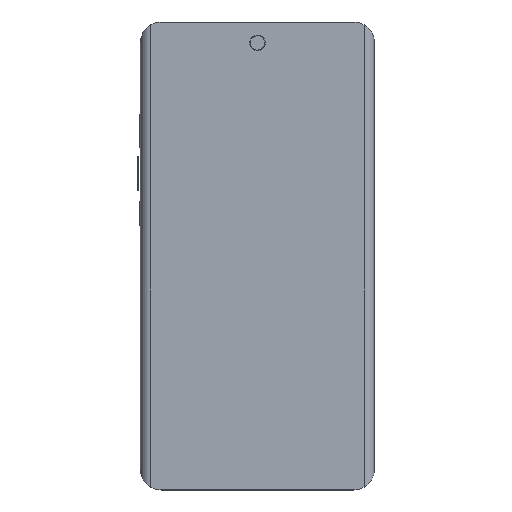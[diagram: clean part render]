
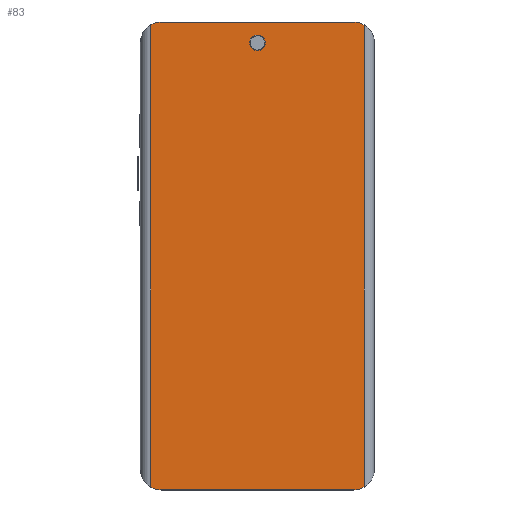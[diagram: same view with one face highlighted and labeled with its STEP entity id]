
A CAD part, top view. The second image highlights one B-rep face of the part: STEP entity #83.
In plain terms, the highlighted planar face has unit normal (0, 0, 1).
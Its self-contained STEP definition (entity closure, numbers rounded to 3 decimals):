
#29 = CARTESIAN_POINT ( 'NONE',  ( 45., -90., 12. ) ) ;
#83 = ADVANCED_FACE ( 'NONE', ( #2909, #349 ), #3575, .F. ) ;
#175 = CARTESIAN_POINT ( 'NONE',  ( 37., 82., 12. ) ) ;
#185 = EDGE_CURVE ( 'NONE', #3019, #2037, #1684, .T. ) ;
#197 = DIRECTION ( 'NONE',  ( 0., 0., 1. ) ) ;
#262 = DIRECTION ( 'NONE',  ( 0., 1., 0. ) ) ;
#349 = FACE_BOUND ( 'NONE', #3371, .T. ) ;
#411 = EDGE_CURVE ( 'NONE', #3288, #2435, #3072, .T. ) ;
#441 = CARTESIAN_POINT ( 'NONE',  ( -37., 90., 12. ) ) ;
#483 = AXIS2_PLACEMENT_3D ( 'NONE', #814, #2104, #3298 ) ;
#497 = CARTESIAN_POINT ( 'NONE',  ( -41., -88.928, 12. ) ) ;
#510 = EDGE_CURVE ( 'NONE', #3484, #2406, #611, .T. ) ;
#516 = ORIENTED_EDGE ( 'NONE', *, *, #3334, .T. ) ;
#563 = EDGE_CURVE ( 'NONE', #2406, #3484, #4010, .T. ) ;
#611 = CIRCLE ( 'NONE', #483, 3. ) ;
#650 = AXIS2_PLACEMENT_3D ( 'NONE', #764, #3918, #3621 ) ;
#761 = ORIENTED_EDGE ( 'NONE', *, *, #510, .F. ) ;
#764 = CARTESIAN_POINT ( 'NONE',  ( -37., 82., 12. ) ) ;
#790 = DIRECTION ( 'NONE',  ( -1., 0., 0. ) ) ;
#814 = CARTESIAN_POINT ( 'NONE',  ( 0., 81.964, 12. ) ) ;
#836 = DIRECTION ( 'NONE',  ( 1., 0., 0. ) ) ;
#859 = LINE ( 'NONE', #4087, #3325 ) ;
#917 = DIRECTION ( 'NONE',  ( 0., -1., 0. ) ) ;
#930 = ORIENTED_EDGE ( 'NONE', *, *, #563, .F. ) ;
#1045 = DIRECTION ( 'NONE',  ( 0., -1., 0. ) ) ;
#1097 = DIRECTION ( 'NONE',  ( 0., 0., -1. ) ) ;
#1103 = DIRECTION ( 'NONE',  ( 0., 0., -1. ) ) ;
#1119 = CARTESIAN_POINT ( 'NONE',  ( 3., 81.964, 12. ) ) ;
#1127 = VERTEX_POINT ( 'NONE', #1376 ) ;
#1152 = CARTESIAN_POINT ( 'NONE',  ( 37., -90., 12. ) ) ;
#1289 = DIRECTION ( 'NONE',  ( 1., 0., 0. ) ) ;
#1311 = AXIS2_PLACEMENT_3D ( 'NONE', #1713, #1097, #2057 ) ;
#1368 = ORIENTED_EDGE ( 'NONE', *, *, #4058, .T. ) ;
#1376 = CARTESIAN_POINT ( 'NONE',  ( 41., 88.928, 12. ) ) ;
#1462 = VERTEX_POINT ( 'NONE', #497 ) ;
#1682 = VECTOR ( 'NONE', #790, 1000. ) ;
#1684 = LINE ( 'NONE', #29, #2832 ) ;
#1713 = CARTESIAN_POINT ( 'NONE',  ( -37., -82., 12. ) ) ;
#1729 = ORIENTED_EDGE ( 'NONE', *, *, #2769, .F. ) ;
#1809 = DIRECTION ( 'NONE',  ( 0., 0., 1. ) ) ;
#1812 = DIRECTION ( 'NONE',  ( -1., 0., 0. ) ) ;
#1847 = VECTOR ( 'NONE', #917, 1000. ) ;
#1943 = CARTESIAN_POINT ( 'NONE',  ( 0., 0., 12. ) ) ;
#2010 = CARTESIAN_POINT ( 'NONE',  ( 37., 90., 12. ) ) ;
#2023 = AXIS2_PLACEMENT_3D ( 'NONE', #1943, #3263, #1045 ) ;
#2037 = VERTEX_POINT ( 'NONE', #1152 ) ;
#2057 = DIRECTION ( 'NONE',  ( 1., 0., 0. ) ) ;
#2104 = DIRECTION ( 'NONE',  ( 0., 0., 1. ) ) ;
#2106 = CARTESIAN_POINT ( 'NONE',  ( -3., 81.964, 12. ) ) ;
#2222 = AXIS2_PLACEMENT_3D ( 'NONE', #3406, #1809, #836 ) ;
#2299 = ORIENTED_EDGE ( 'NONE', *, *, #2404, .F. ) ;
#2309 = AXIS2_PLACEMENT_3D ( 'NONE', #175, #1103, #1812 ) ;
#2404 = EDGE_CURVE ( 'NONE', #3288, #1127, #3778, .T. ) ;
#2405 = CARTESIAN_POINT ( 'NONE',  ( 41., -88.928, 12. ) ) ;
#2406 = VERTEX_POINT ( 'NONE', #2106 ) ;
#2418 = ORIENTED_EDGE ( 'NONE', *, *, #3952, .T. ) ;
#2435 = VERTEX_POINT ( 'NONE', #441 ) ;
#2495 = EDGE_CURVE ( 'NONE', #2828, #1127, #859, .T. ) ;
#2525 = CARTESIAN_POINT ( 'NONE',  ( -37., -90., 12. ) ) ;
#2608 = ORIENTED_EDGE ( 'NONE', *, *, #185, .T. ) ;
#2726 = CIRCLE ( 'NONE', #650, 8. ) ;
#2769 = EDGE_CURVE ( 'NONE', #3019, #1462, #3651, .T. ) ;
#2814 = VERTEX_POINT ( 'NONE', #3641 ) ;
#2828 = VERTEX_POINT ( 'NONE', #2405 ) ;
#2832 = VECTOR ( 'NONE', #1289, 1000. ) ;
#2856 = CIRCLE ( 'NONE', #3527, 8. ) ;
#2859 = DIRECTION ( 'NONE',  ( -1., 0., 0. ) ) ;
#2909 = FACE_OUTER_BOUND ( 'NONE', #3152, .T. ) ;
#3008 = CARTESIAN_POINT ( 'NONE',  ( 45., 90., 12. ) ) ;
#3019 = VERTEX_POINT ( 'NONE', #2525 ) ;
#3072 = LINE ( 'NONE', #3008, #1682 ) ;
#3152 = EDGE_LOOP ( 'NONE', ( #2608, #2418, #3547, #2299, #3818, #516, #1368, #1729 ) ) ;
#3263 = DIRECTION ( 'NONE',  ( 0., 0., -1. ) ) ;
#3288 = VERTEX_POINT ( 'NONE', #2010 ) ;
#3298 = DIRECTION ( 'NONE',  ( 1., 0., 0. ) ) ;
#3325 = VECTOR ( 'NONE', #262, 1000. ) ;
#3334 = EDGE_CURVE ( 'NONE', #2435, #2814, #2726, .T. ) ;
#3371 = EDGE_LOOP ( 'NONE', ( #930, #761 ) ) ;
#3406 = CARTESIAN_POINT ( 'NONE',  ( 0., 81.964, 12. ) ) ;
#3484 = VERTEX_POINT ( 'NONE', #1119 ) ;
#3527 = AXIS2_PLACEMENT_3D ( 'NONE', #3529, #197, #2859 ) ;
#3529 = CARTESIAN_POINT ( 'NONE',  ( 37., -82., 12. ) ) ;
#3547 = ORIENTED_EDGE ( 'NONE', *, *, #2495, .T. ) ;
#3575 = PLANE ( 'NONE',  #2023 ) ;
#3621 = DIRECTION ( 'NONE',  ( 1., 0., 0. ) ) ;
#3641 = CARTESIAN_POINT ( 'NONE',  ( -41., 88.928, 12. ) ) ;
#3651 = CIRCLE ( 'NONE', #1311, 8. ) ;
#3778 = CIRCLE ( 'NONE', #2309, 8. ) ;
#3783 = CARTESIAN_POINT ( 'NONE',  ( -41., 0., 12. ) ) ;
#3818 = ORIENTED_EDGE ( 'NONE', *, *, #411, .T. ) ;
#3918 = DIRECTION ( 'NONE',  ( 0., 0., 1. ) ) ;
#3952 = EDGE_CURVE ( 'NONE', #2037, #2828, #2856, .T. ) ;
#4010 = CIRCLE ( 'NONE', #2222, 3. ) ;
#4054 = LINE ( 'NONE', #3783, #1847 ) ;
#4058 = EDGE_CURVE ( 'NONE', #2814, #1462, #4054, .T. ) ;
#4087 = CARTESIAN_POINT ( 'NONE',  ( 41., 0., 12. ) ) ;
